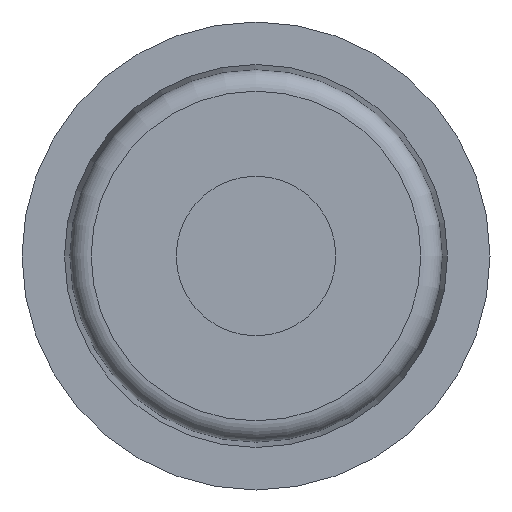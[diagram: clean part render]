
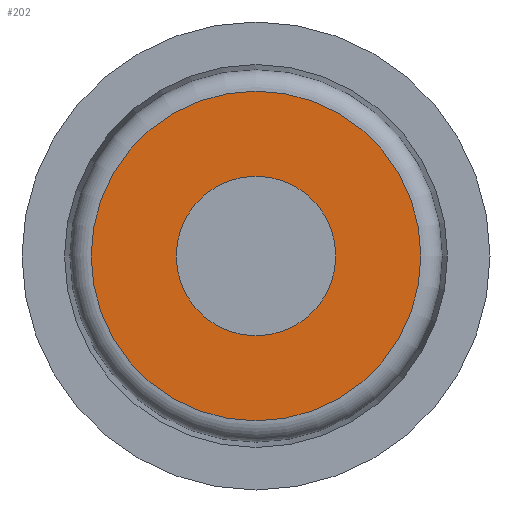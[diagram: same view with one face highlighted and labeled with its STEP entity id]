
A CAD part, front view. The second image highlights one B-rep face of the part: STEP entity #202.
In plain terms, the highlighted planar face has unit normal (0, -1, 0).
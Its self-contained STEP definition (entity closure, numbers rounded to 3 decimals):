
#106 = TOROIDAL_SURFACE('',#107,15.5,2.);
#107 = AXIS2_PLACEMENT_3D('',#108,#109,#110);
#108 = CARTESIAN_POINT('',(0.,0.,0.));
#109 = DIRECTION('',(0.,-1.,0.));
#110 = DIRECTION('',(0.,0.,-1.));
#145 = VERTEX_POINT('',#146);
#146 = CARTESIAN_POINT('',(0.,-2.,-15.5));
#171 = EDGE_CURVE('',#145,#145,#172,.T.);
#172 = SURFACE_CURVE('',#173,(#178,#185),.PCURVE_S1.);
#173 = CIRCLE('',#174,15.5);
#174 = AXIS2_PLACEMENT_3D('',#175,#176,#177);
#175 = CARTESIAN_POINT('',(0.,-2.,0.));
#176 = DIRECTION('',(0.,-1.,0.));
#177 = DIRECTION('',(0.,0.,-1.));
#178 = PCURVE('',#106,#179);
#179 = DEFINITIONAL_REPRESENTATION('',(#180),#184);
#180 = LINE('',#181,#182);
#181 = CARTESIAN_POINT('',(0.,7.854));
#182 = VECTOR('',#183,1.);
#183 = DIRECTION('',(1.,0.));
#184 = ( GEOMETRIC_REPRESENTATION_CONTEXT(2) 
PARAMETRIC_REPRESENTATION_CONTEXT() REPRESENTATION_CONTEXT('2D SPACE',''
  ) );
#185 = PCURVE('',#186,#191);
#186 = PLANE('',#187);
#187 = AXIS2_PLACEMENT_3D('',#188,#189,#190);
#188 = CARTESIAN_POINT('',(15.5,-2.,0.));
#189 = DIRECTION('',(0.,1.,0.));
#190 = DIRECTION('',(0.,-0.,1.));
#191 = DEFINITIONAL_REPRESENTATION('',(#192),#200);
#192 = ( BOUNDED_CURVE() B_SPLINE_CURVE(2,(#193,#194,#195,#196,#197,#198
,#199),.UNSPECIFIED.,.T.,.F.) B_SPLINE_CURVE_WITH_KNOTS((1,2,2,2,2,1),(
    -2.094,0.,2.094,4.189,6.283,
8.378),.UNSPECIFIED.) CURVE() GEOMETRIC_REPRESENTATION_ITEM() 
RATIONAL_B_SPLINE_CURVE((1.,0.5,1.,0.5,1.,0.5,1.)) REPRESENTATION_ITEM(
  '') );
#193 = CARTESIAN_POINT('',(-15.5,-15.5));
#194 = CARTESIAN_POINT('',(-15.5,11.347));
#195 = CARTESIAN_POINT('',(7.75,-2.077));
#196 = CARTESIAN_POINT('',(31.,-15.5));
#197 = CARTESIAN_POINT('',(7.75,-28.923));
#198 = CARTESIAN_POINT('',(-15.5,-42.347));
#199 = CARTESIAN_POINT('',(-15.5,-15.5));
#200 = ( GEOMETRIC_REPRESENTATION_CONTEXT(2) 
PARAMETRIC_REPRESENTATION_CONTEXT() REPRESENTATION_CONTEXT('2D SPACE',''
  ) );
#202 = ADVANCED_FACE('',(#203,#238),#186,.F.);
#203 = FACE_BOUND('',#204,.T.);
#204 = EDGE_LOOP('',(#205));
#205 = ORIENTED_EDGE('',*,*,#206,.F.);
#206 = EDGE_CURVE('',#207,#207,#209,.T.);
#207 = VERTEX_POINT('',#208);
#208 = CARTESIAN_POINT('',(0.,-2.,-7.5));
#209 = SURFACE_CURVE('',#210,(#215,#226),.PCURVE_S1.);
#210 = CIRCLE('',#211,7.5);
#211 = AXIS2_PLACEMENT_3D('',#212,#213,#214);
#212 = CARTESIAN_POINT('',(0.,-2.,0.));
#213 = DIRECTION('',(0.,-1.,0.));
#214 = DIRECTION('',(0.,0.,-1.));
#215 = PCURVE('',#186,#216);
#216 = DEFINITIONAL_REPRESENTATION('',(#217),#225);
#217 = ( BOUNDED_CURVE() B_SPLINE_CURVE(2,(#218,#219,#220,#221,#222,#223
,#224),.UNSPECIFIED.,.T.,.F.) B_SPLINE_CURVE_WITH_KNOTS((1,2,2,2,2,1),(
    -2.094,0.,2.094,4.189,6.283,
8.378),.UNSPECIFIED.) CURVE() GEOMETRIC_REPRESENTATION_ITEM() 
RATIONAL_B_SPLINE_CURVE((1.,0.5,1.,0.5,1.,0.5,1.)) REPRESENTATION_ITEM(
  '') );
#218 = CARTESIAN_POINT('',(-7.5,-15.5));
#219 = CARTESIAN_POINT('',(-7.5,-2.51));
#220 = CARTESIAN_POINT('',(3.75,-9.005));
#221 = CARTESIAN_POINT('',(15.,-15.5));
#222 = CARTESIAN_POINT('',(3.75,-21.995));
#223 = CARTESIAN_POINT('',(-7.5,-28.49));
#224 = CARTESIAN_POINT('',(-7.5,-15.5));
#225 = ( GEOMETRIC_REPRESENTATION_CONTEXT(2) 
PARAMETRIC_REPRESENTATION_CONTEXT() REPRESENTATION_CONTEXT('2D SPACE',''
  ) );
#226 = PCURVE('',#227,#232);
#227 = CYLINDRICAL_SURFACE('',#228,7.5);
#228 = AXIS2_PLACEMENT_3D('',#229,#230,#231);
#229 = CARTESIAN_POINT('',(0.,-2.,0.));
#230 = DIRECTION('',(0.,-1.,0.));
#231 = DIRECTION('',(0.,0.,-1.));
#232 = DEFINITIONAL_REPRESENTATION('',(#233),#237);
#233 = LINE('',#234,#235);
#234 = CARTESIAN_POINT('',(0.,0.));
#235 = VECTOR('',#236,1.);
#236 = DIRECTION('',(1.,0.));
#237 = ( GEOMETRIC_REPRESENTATION_CONTEXT(2) 
PARAMETRIC_REPRESENTATION_CONTEXT() REPRESENTATION_CONTEXT('2D SPACE',''
  ) );
#238 = FACE_BOUND('',#239,.T.);
#239 = EDGE_LOOP('',(#240));
#240 = ORIENTED_EDGE('',*,*,#171,.T.);
